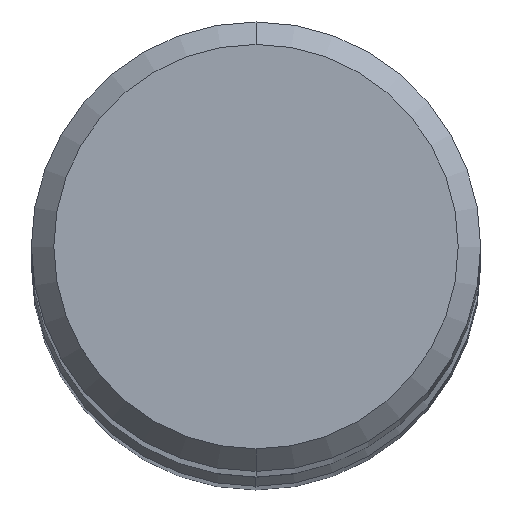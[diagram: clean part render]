
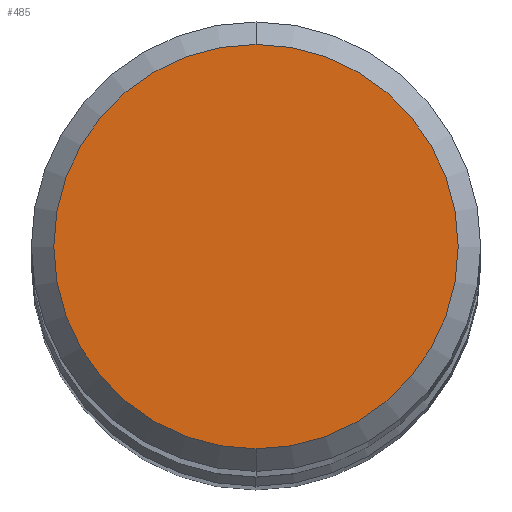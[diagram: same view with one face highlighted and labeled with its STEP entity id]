
A CAD part, top view. The second image highlights one B-rep face of the part: STEP entity #485.
In plain terms, the highlighted planar face has unit normal (0, 0, 1).
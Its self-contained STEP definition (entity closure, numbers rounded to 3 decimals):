
#222=CARTESIAN_POINT('',(0.,0.,34.));
#223=DIRECTION('',(0.,0.,1.));
#224=DIRECTION('',(0.,1.,0.));
#225=AXIS2_PLACEMENT_3D('',#222,#223,#224);
#230=CARTESIAN_POINT('',(0.,0.,34.));
#231=DIRECTION('',(0.,0.,-1.));
#232=DIRECTION('',(0.,1.,0.));
#233=AXIS2_PLACEMENT_3D('',#230,#231,#232);
#260=CARTESIAN_POINT('',(0.,2.25,34.));
#261=VERTEX_POINT('',#260);
#270=CARTESIAN_POINT('',(0.,-2.25,34.));
#271=VERTEX_POINT('',#270);
#476=CARTESIAN_POINT('',(0.,0.,34.));
#477=DIRECTION('',(0.,0.,-1.));
#478=DIRECTION('',(0.,-1.,0.));
#479=AXIS2_PLACEMENT_3D('',#476,#477,#478);
#480=PLANE('',#479);
#481=ORIENTED_EDGE('',*,*,#469,.F.);
#482=ORIENTED_EDGE('',*,*,#458,.T.);
#483=EDGE_LOOP('',(#481,#482));
#484=FACE_OUTER_BOUND('',#483,.F.);
#226=CIRCLE('',#225,2.25);
#234=CIRCLE('',#233,2.25);
#458=EDGE_CURVE('',#261,#271,#234,.T.);
#469=EDGE_CURVE('',#261,#271,#226,.T.);
#485=ADVANCED_FACE('',(#484),#480,.F.);
